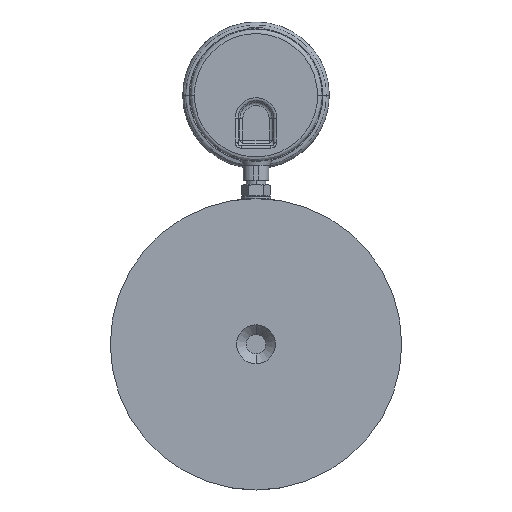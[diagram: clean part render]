
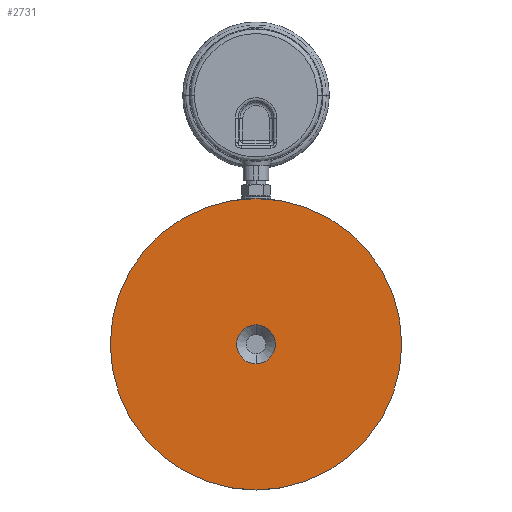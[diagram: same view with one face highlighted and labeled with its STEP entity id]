
A CAD part, front view. The second image highlights one B-rep face of the part: STEP entity #2731.
In plain terms, the highlighted planar face has unit normal (0, -1, 0).
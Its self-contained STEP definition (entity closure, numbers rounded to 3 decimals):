
#293 = CARTESIAN_POINT ( 'NONE',  ( 32.281, 41.976, 113.347 ) ) ;
#324 = CARTESIAN_POINT ( 'NONE',  ( 32.281, 41.976, 44.767 ) ) ;
#373 = DIRECTION ( 'NONE',  ( 0., 1., 0. ) ) ;
#685 = CARTESIAN_POINT ( 'NONE',  ( 32.281, 41.976, 104.203 ) ) ;
#928 = CARTESIAN_POINT ( 'NONE',  ( 32.281, 41.976, 113.347 ) ) ;
#1188 = VERTEX_POINT ( 'NONE', #324 ) ;
#1633 = CARTESIAN_POINT ( 'NONE',  ( 32.281, 41.976, 113.347 ) ) ;
#1893 = CIRCLE ( 'NONE', #4760, 68.58 ) ;
#2131 = ORIENTED_EDGE ( 'NONE', *, *, #6366, .F. ) ;
#2159 = FACE_BOUND ( 'NONE', #6833, .T. ) ;
#2731 = ADVANCED_FACE ( 'NONE', ( #2159, #7611 ), #6817, .F. ) ;
#3103 = CIRCLE ( 'NONE', #5038, 9.144 ) ;
#3269 = DIRECTION ( 'NONE',  ( 0., 0., 1. ) ) ;
#3356 = CARTESIAN_POINT ( 'NONE',  ( 32.281, 41.976, 113.347 ) ) ;
#3361 = DIRECTION ( 'NONE',  ( 0., 0., 1. ) ) ;
#3413 = CARTESIAN_POINT ( 'NONE',  ( 32.281, 41.976, 122.491 ) ) ;
#3545 = DIRECTION ( 'NONE',  ( 0., 0., 1. ) ) ;
#3652 = AXIS2_PLACEMENT_3D ( 'NONE', #3356, #5044, #3269 ) ;
#3737 = EDGE_LOOP ( 'NONE', ( #5070, #2131 ) ) ;
#3770 = AXIS2_PLACEMENT_3D ( 'NONE', #293, #373, #5069 ) ;
#3938 = CIRCLE ( 'NONE', #4349, 9.144 ) ;
#3943 = CIRCLE ( 'NONE', #3770, 68.58 ) ;
#4349 = AXIS2_PLACEMENT_3D ( 'NONE', #5327, #7019, #3545 ) ;
#4760 = AXIS2_PLACEMENT_3D ( 'NONE', #1633, #5733, #3361 ) ;
#5038 = AXIS2_PLACEMENT_3D ( 'NONE', #928, #7449, #5656 ) ;
#5044 = DIRECTION ( 'NONE',  ( 0., 1., 0. ) ) ;
#5069 = DIRECTION ( 'NONE',  ( 0., 0., 1. ) ) ;
#5070 = ORIENTED_EDGE ( 'NONE', *, *, #5250, .F. ) ;
#5250 = EDGE_CURVE ( 'NONE', #6200, #1188, #1893, .T. ) ;
#5306 = EDGE_CURVE ( 'NONE', #5384, #6889, #3938, .T. ) ;
#5327 = CARTESIAN_POINT ( 'NONE',  ( 32.281, 41.976, 113.347 ) ) ;
#5384 = VERTEX_POINT ( 'NONE', #685 ) ;
#5656 = DIRECTION ( 'NONE',  ( 0., 0., 1. ) ) ;
#5733 = DIRECTION ( 'NONE',  ( 0., 1., 0. ) ) ;
#6006 = ORIENTED_EDGE ( 'NONE', *, *, #5306, .T. ) ;
#6013 = CARTESIAN_POINT ( 'NONE',  ( 32.281, 41.976, 181.927 ) ) ;
#6200 = VERTEX_POINT ( 'NONE', #6013 ) ;
#6366 = EDGE_CURVE ( 'NONE', #1188, #6200, #3943, .T. ) ;
#6739 = ORIENTED_EDGE ( 'NONE', *, *, #7299, .T. ) ;
#6817 = PLANE ( 'NONE',  #3652 ) ;
#6833 = EDGE_LOOP ( 'NONE', ( #6006, #6739 ) ) ;
#6889 = VERTEX_POINT ( 'NONE', #3413 ) ;
#7019 = DIRECTION ( 'NONE',  ( 0., 1., 0. ) ) ;
#7299 = EDGE_CURVE ( 'NONE', #6889, #5384, #3103, .T. ) ;
#7449 = DIRECTION ( 'NONE',  ( 0., 1., 0. ) ) ;
#7611 = FACE_OUTER_BOUND ( 'NONE', #3737, .T. ) ;
